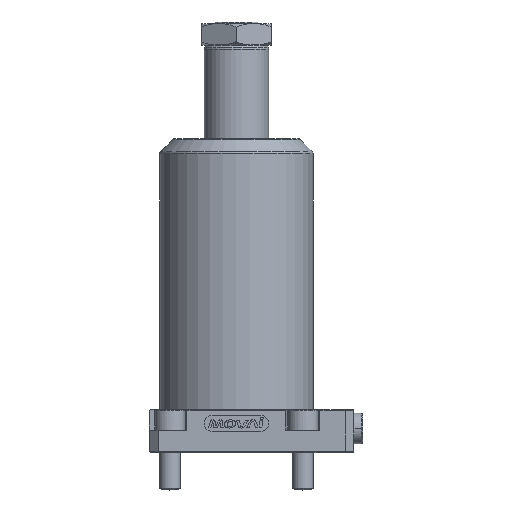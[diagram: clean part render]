
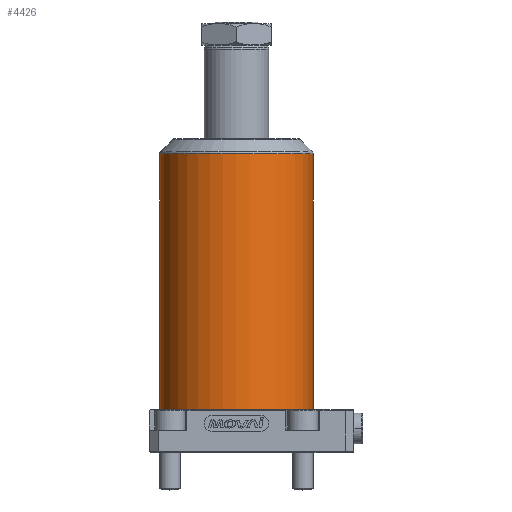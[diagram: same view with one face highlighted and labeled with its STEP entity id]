
A CAD part, top view. The second image highlights one B-rep face of the part: STEP entity #4426.
In plain terms, the highlighted cylindrical face has radius 45 mm (diameter 90 mm), a partial arc.
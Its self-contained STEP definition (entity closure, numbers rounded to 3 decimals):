
#438 = CARTESIAN_POINT ( 'NONE',  ( 45., 175.172, 0. ) ) ;
#790 = CARTESIAN_POINT ( 'NONE',  ( 45., 25., 0. ) ) ;
#906 = CYLINDRICAL_SURFACE ( 'NONE', #2253, 45. ) ;
#1015 = ORIENTED_EDGE ( 'NONE', *, *, #17080, .T. ) ;
#1494 = CARTESIAN_POINT ( 'NONE',  ( 0., 175.172, 0. ) ) ;
#2082 = VERTEX_POINT ( 'NONE', #15975 ) ;
#2147 = LINE ( 'NONE', #10194, #9202 ) ;
#2226 = DIRECTION ( 'NONE',  ( 1., 0., 0. ) ) ;
#2253 = AXIS2_PLACEMENT_3D ( 'NONE', #7425, #12682, #2226 ) ;
#2664 = VERTEX_POINT ( 'NONE', #438 ) ;
#3614 = CIRCLE ( 'NONE', #14392, 45. ) ;
#4426 = ADVANCED_FACE ( 'NONE', ( #10347 ), #906, .T. ) ;
#5176 = EDGE_LOOP ( 'NONE', ( #1015, #14311, #17181, #7741 ) ) ;
#5899 = DIRECTION ( 'NONE',  ( 1., 0., 0. ) ) ;
#6769 = VERTEX_POINT ( 'NONE', #790 ) ;
#7425 = CARTESIAN_POINT ( 'NONE',  ( 0., 0., 0. ) ) ;
#7741 = ORIENTED_EDGE ( 'NONE', *, *, #10878, .F. ) ;
#8895 = AXIS2_PLACEMENT_3D ( 'NONE', #1494, #17032, #9470 ) ;
#9202 = VECTOR ( 'NONE', #14165, 1000. ) ;
#9470 = DIRECTION ( 'NONE',  ( 1., 0., 0. ) ) ;
#9664 = CARTESIAN_POINT ( 'NONE',  ( -45., 25., 0. ) ) ;
#10194 = CARTESIAN_POINT ( 'NONE',  ( 45., 0., 0. ) ) ;
#10347 = FACE_OUTER_BOUND ( 'NONE', #5176, .T. ) ;
#10878 = EDGE_CURVE ( 'NONE', #2664, #6769, #2147, .T. ) ;
#10987 = VERTEX_POINT ( 'NONE', #9664 ) ;
#11182 = CARTESIAN_POINT ( 'NONE',  ( 0., 25., 0. ) ) ;
#11613 = DIRECTION ( 'NONE',  ( 0., -1., 0. ) ) ;
#12682 = DIRECTION ( 'NONE',  ( 0., -1., 0. ) ) ;
#13807 = EDGE_CURVE ( 'NONE', #6769, #10987, #3614, .T. ) ;
#14071 = LINE ( 'NONE', #16690, #15252 ) ;
#14165 = DIRECTION ( 'NONE',  ( 0., -1., 0. ) ) ;
#14311 = ORIENTED_EDGE ( 'NONE', *, *, #16903, .T. ) ;
#14392 = AXIS2_PLACEMENT_3D ( 'NONE', #11182, #15099, #5899 ) ;
#14675 = CIRCLE ( 'NONE', #8895, 45. ) ;
#15099 = DIRECTION ( 'NONE',  ( 0., -1., 0. ) ) ;
#15252 = VECTOR ( 'NONE', #11613, 1000. ) ;
#15975 = CARTESIAN_POINT ( 'NONE',  ( -45., 175.172, 0. ) ) ;
#16690 = CARTESIAN_POINT ( 'NONE',  ( -45., 0., 0. ) ) ;
#16903 = EDGE_CURVE ( 'NONE', #2082, #10987, #14071, .T. ) ;
#17032 = DIRECTION ( 'NONE',  ( 0., -1., 0. ) ) ;
#17080 = EDGE_CURVE ( 'NONE', #2664, #2082, #14675, .T. ) ;
#17181 = ORIENTED_EDGE ( 'NONE', *, *, #13807, .F. ) ;
